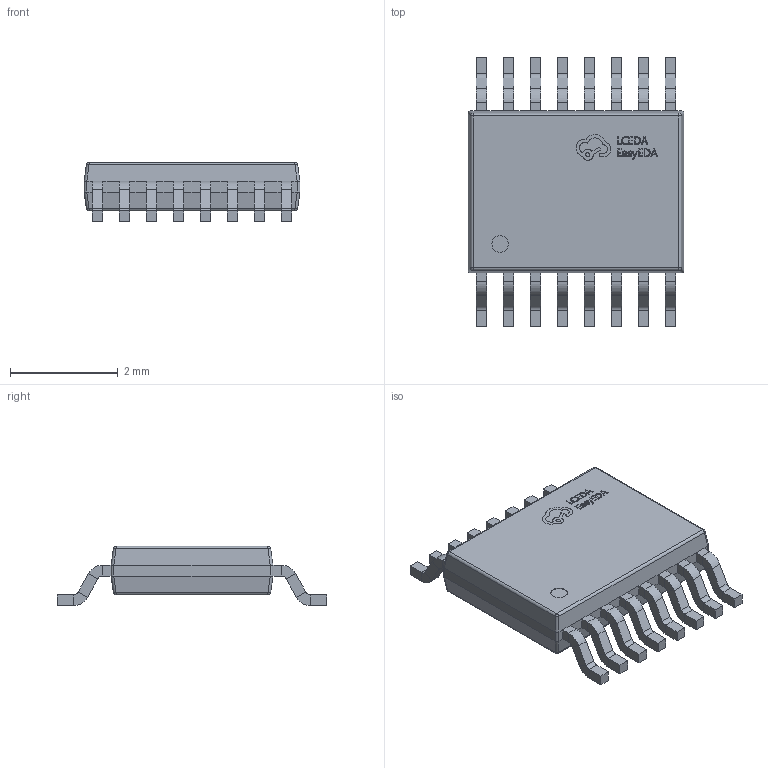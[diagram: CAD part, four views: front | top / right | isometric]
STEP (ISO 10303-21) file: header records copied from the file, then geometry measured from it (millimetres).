
FILE_DESCRIPTION (( 'STEP AP214' ), '1' );
FILE_NAME ('MSOP-16_L4.0-W3.0-H1.1-LS4.9-P0.50.step', '2022-07-26T09:57:06', ( '' ), ( '' ), 'SwSTEP 2.0', 'SolidWorks 2020', '' );
FILE_SCHEMA (( 'AUTOMOTIVE_DESIGN' ));
Length unit declared in the file: millimetre
Products named in the file (1): MSOP-16_L4.0-W3.0-H1.1-LS4.9-P0.50
Bounding box: 4 x 5 x 1.1 mm (x, y, z)
Volume: 11.4 mm3; surface area: 51.5 mm2
Topology: 14 solids, 14 shells, 687 faces, 1609 edges, 958 vertices
Faces by surface type: plane 481, bspline 112, cylinder 86, sphere 8
Entity records: 27324 total; most frequent: CARTESIAN_POINT 5431, ORIENTED_EDGE 3218, DIRECTION 2665, EDGE_CURVE 1609, LINE 1201, VECTOR 1201, VERTEX_POINT 958, AXIS2_PLACEMENT_3D 732
